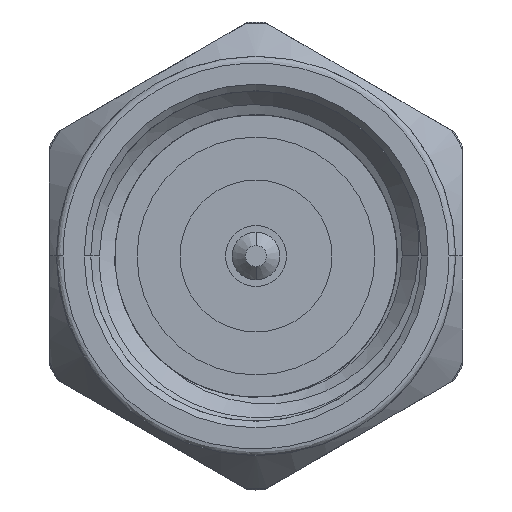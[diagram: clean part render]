
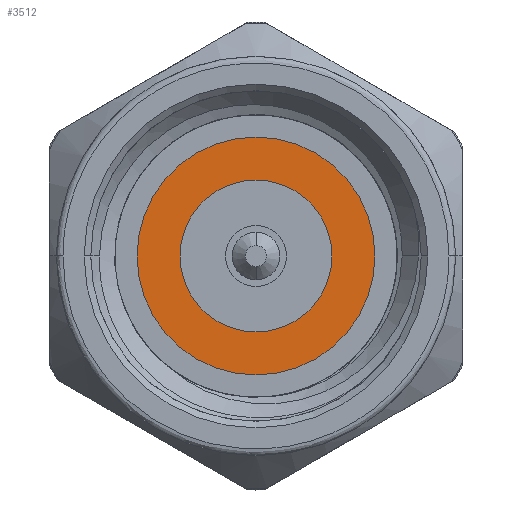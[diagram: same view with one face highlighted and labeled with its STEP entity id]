
A CAD part, front view. The second image highlights one B-rep face of the part: STEP entity #3512.
In plain terms, the highlighted planar face has unit normal (0, -1, 0).
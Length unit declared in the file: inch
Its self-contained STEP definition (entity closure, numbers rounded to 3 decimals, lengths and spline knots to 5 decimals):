
#63 = CARTESIAN_POINT ( 'NONE',  ( 0., -0.227, 0. ) ) ;
#210 = FACE_BOUND ( 'NONE', #5455, .T. ) ;
#230 = AXIS2_PLACEMENT_3D ( 'NONE', #5493, #4852, #1451 ) ;
#566 = AXIS2_PLACEMENT_3D ( 'NONE', #3347, #1402, #4356 ) ;
#689 = ORIENTED_EDGE ( 'NONE', *, *, #3340, .T. ) ;
#969 = DIRECTION ( 'NONE',  ( 1., 0., 0. ) ) ;
#1085 = EDGE_LOOP ( 'NONE', ( #6127, #5965 ) ) ;
#1119 = CARTESIAN_POINT ( 'NONE',  ( -0.09, -0.227, 0. ) ) ;
#1271 = EDGE_CURVE ( 'NONE', #2748, #3551, #1952, .T. ) ;
#1357 = FACE_OUTER_BOUND ( 'NONE', #1085, .T. ) ;
#1396 = CARTESIAN_POINT ( 'NONE',  ( 0., -0.227, 0. ) ) ;
#1402 = DIRECTION ( 'NONE',  ( 0., 1., 0. ) ) ;
#1451 = DIRECTION ( 'NONE',  ( -1., 0., 0. ) ) ;
#1464 = CARTESIAN_POINT ( 'NONE',  ( 0.09, -0.227, 0. ) ) ;
#1496 = DIRECTION ( 'NONE',  ( 0., -1., 0. ) ) ;
#1819 = ORIENTED_EDGE ( 'NONE', *, *, #1271, .T. ) ;
#1932 = EDGE_CURVE ( 'NONE', #5882, #6396, #5658, .T. ) ;
#1952 = CIRCLE ( 'NONE', #4327, 0.05748 ) ;
#2080 = EDGE_CURVE ( 'NONE', #6396, #5882, #2499, .T. ) ;
#2127 = CARTESIAN_POINT ( 'NONE',  ( 0.05748, -0.227, 0. ) ) ;
#2215 = CIRCLE ( 'NONE', #566, 0.05748 ) ;
#2227 = DIRECTION ( 'NONE',  ( -1., 0., 0. ) ) ;
#2232 = CARTESIAN_POINT ( 'NONE',  ( -0.05748, -0.227, 0. ) ) ;
#2499 = CIRCLE ( 'NONE', #4054, 0.09 ) ;
#2748 = VERTEX_POINT ( 'NONE', #2232 ) ;
#3333 = AXIS2_PLACEMENT_3D ( 'NONE', #63, #1496, #969 ) ;
#3340 = EDGE_CURVE ( 'NONE', #3551, #2748, #2215, .T. ) ;
#3347 = CARTESIAN_POINT ( 'NONE',  ( 0., -0.227, 0. ) ) ;
#3512 = ADVANCED_FACE ( 'NONE', ( #1357, #210 ), #3978, .T. ) ;
#3551 = VERTEX_POINT ( 'NONE', #2127 ) ;
#3730 = CARTESIAN_POINT ( 'NONE',  ( 0., -0.227, 0. ) ) ;
#3978 = PLANE ( 'NONE',  #3333 ) ;
#4054 = AXIS2_PLACEMENT_3D ( 'NONE', #1396, #4307, #6291 ) ;
#4307 = DIRECTION ( 'NONE',  ( 0., 1., 0. ) ) ;
#4327 = AXIS2_PLACEMENT_3D ( 'NONE', #3730, #5714, #2227 ) ;
#4356 = DIRECTION ( 'NONE',  ( -1., 0., 0. ) ) ;
#4852 = DIRECTION ( 'NONE',  ( 0., 1., 0. ) ) ;
#5455 = EDGE_LOOP ( 'NONE', ( #1819, #689 ) ) ;
#5493 = CARTESIAN_POINT ( 'NONE',  ( 0., -0.227, 0. ) ) ;
#5658 = CIRCLE ( 'NONE', #230, 0.09 ) ;
#5714 = DIRECTION ( 'NONE',  ( 0., 1., 0. ) ) ;
#5882 = VERTEX_POINT ( 'NONE', #1119 ) ;
#5965 = ORIENTED_EDGE ( 'NONE', *, *, #2080, .F. ) ;
#6127 = ORIENTED_EDGE ( 'NONE', *, *, #1932, .F. ) ;
#6291 = DIRECTION ( 'NONE',  ( -1., 0., 0. ) ) ;
#6396 = VERTEX_POINT ( 'NONE', #1464 ) ;
